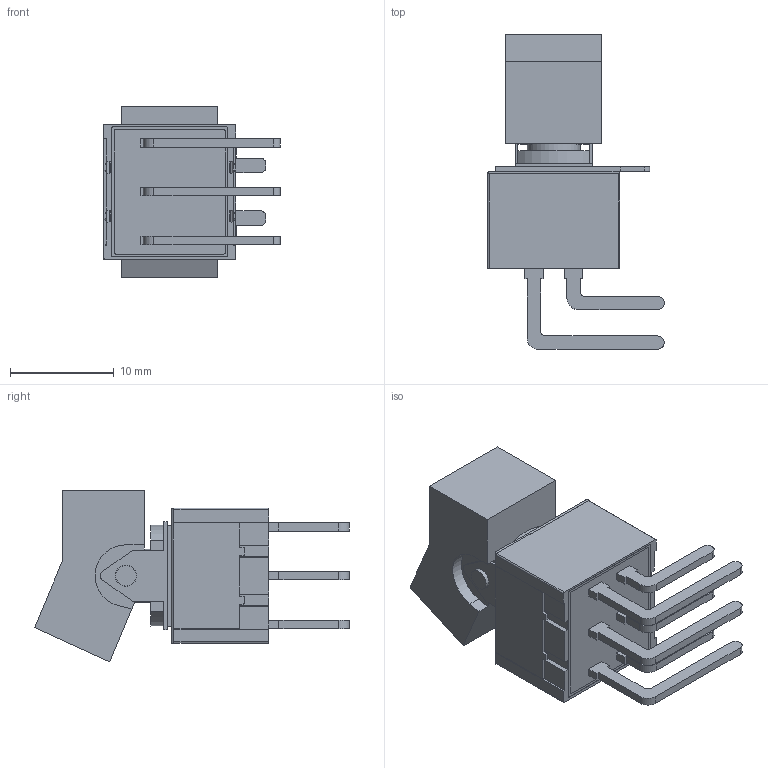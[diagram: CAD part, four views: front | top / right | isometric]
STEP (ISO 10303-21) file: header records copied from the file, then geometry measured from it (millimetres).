
FILE_DESCRIPTION( ( 'STEP AP214' ), '1' );
FILE_NAME( 'M2022TXW30-DA.stp', '2021-04-16T22:03:27', ( 'License CC BY-ND 4.0' ), ( 'CADENAS' ), ' ', 'PARTsolutions', ' ' );
FILE_SCHEMA( ( 'AUTOMOTIVE_DESIGN { 1 0 10303 214 1 1 1 1 }' ) );
Length unit declared in the file: inch
Products named in the file (7): M2022TXW30-DA; _M202TX230-switch; _M202TX-cover; _M202TX30-cover-t; _M2022TXW30-DA-terminal30; _AT4148-2A-rocker; _M202230W-terminal
Assembly tree (6 placements, depth 2):
  M2022TXW30-DA
    _M202TX230-switch
    _M202TX-cover
    _M202TX30-cover-t
    _M2022TXW30-DA-terminal30
    _AT4148-2A-rocker
    _M202230W-terminal
Bounding box: 16.99 x 30.3 x 16.54 mm (x, y, z)
Volume: 2882.6 mm3; surface area: 3424.6 mm2
Topology: 6 solids, 6 shells, 273 faces, 728 edges, 483 vertices
Faces by surface type: plane 215, cylinder 58
Full cylindrical faces by diameter (mm): 1.981 x2, 2.032 x2, 5.08 x2
Entity records: 10685 total; most frequent: CARTESIAN_POINT 1481, ORIENTED_EDGE 1440, DIRECTION 1397, EDGE_CURVE 720, LINE 603, VECTOR 603, VERTEX_POINT 481, AXIS2_PLACEMENT_3D 397
